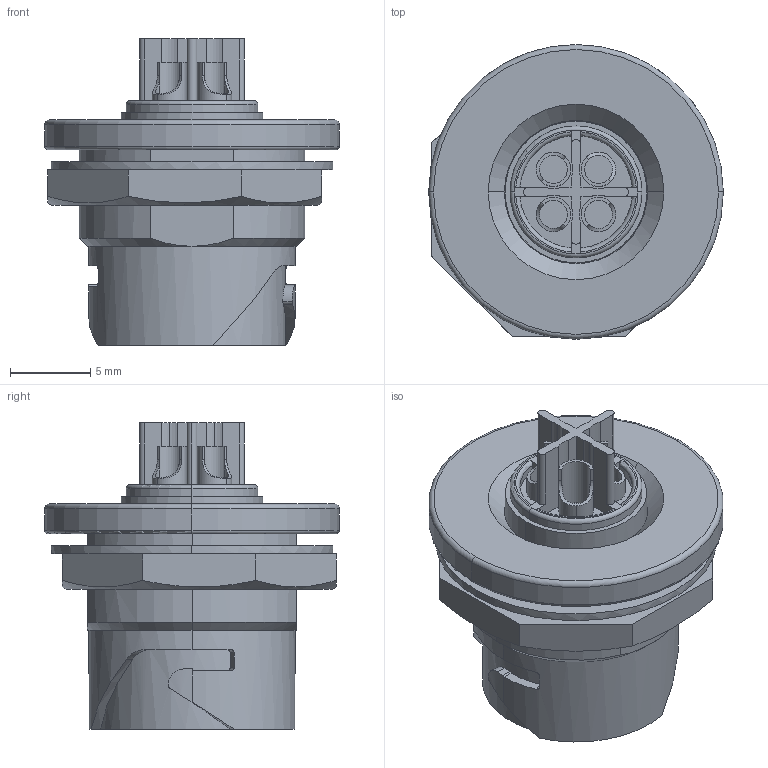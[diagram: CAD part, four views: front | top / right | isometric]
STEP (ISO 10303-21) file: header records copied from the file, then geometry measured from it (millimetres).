
FILE_DESCRIPTION(('CoCreate Modeling STEP Export'),'2;1');
FILE_NAME('LF10WBRB-4P.stp','2009-06-19T17:13:19',(''),(''),'CoCreate Modeling STEP processor for AP214 (Solid Model)','CoCreate Modeling 16.00B 02-Dec-2008 (C) Parametric Technology GmbH','');
FILE_SCHEMA(('AUTOMOTIVE_DESIGN { 1 0 10303 214 1 1 1 1 }'));
Length unit declared in the file: millimetre
Products named in the file (3): LF10WBRB-4P; p01; p01.01
Bounding box: 18.3 x 18.3 x 19.05 mm (x, y, z)
Volume: 1883.1 mm3; surface area: 2504.9 mm2
Topology: 1 solids, 2 shells, 237 faces, 634 edges, 410 vertices
Faces by surface type: plane 91, cylinder 89, cone 23, torus 22, bspline 12
Entity records: 11569 total; most frequent: CARTESIAN_POINT 6236, ORIENTED_EDGE 1276, DIRECTION 881, EDGE_CURVE 634, VERTEX_POINT 410, AXIS2_PLACEMENT_3D 314, EDGE_LOOP 254, VECTOR 253
